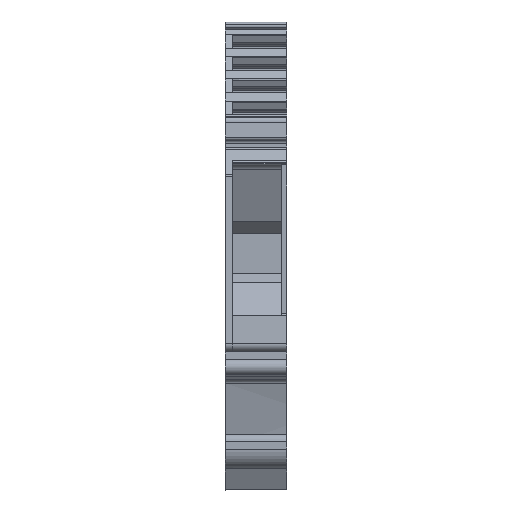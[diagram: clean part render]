
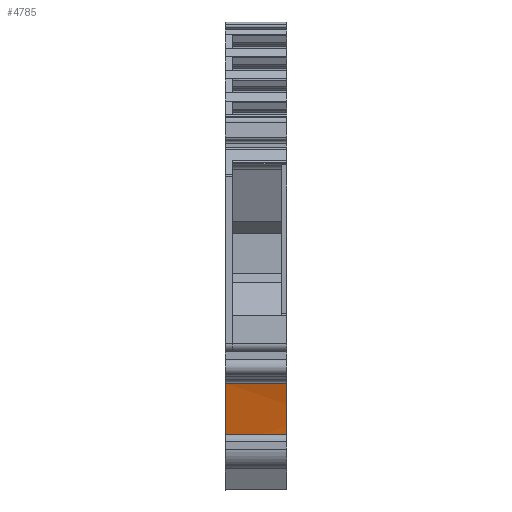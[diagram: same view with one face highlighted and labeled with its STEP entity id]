
A CAD part, front view. The second image highlights one B-rep face of the part: STEP entity #4785.
In plain terms, the highlighted cylindrical face has radius 40 mm (diameter 80 mm), a partial arc.
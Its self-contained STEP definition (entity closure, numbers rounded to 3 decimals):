
#4765=AXIS2_PLACEMENT_3D('Cylinder Axis2P3D',#4762,#4763,#4764) ;
#4769=AXIS2_PLACEMENT_3D('Circle Axis2P3D',#4767,#4768,$) ;
#1004=CARTESIAN_POINT('Vertex',(0.,5.493,4.234)) ;
#1008=CARTESIAN_POINT('Control Point',(0.,5.493,4.234)) ;
#1009=CARTESIAN_POINT('Control Point',(0.,5.273,5.524)) ;
#1010=CARTESIAN_POINT('Control Point',(0.,5.,6.804)) ;
#1011=CARTESIAN_POINT('Control Point',(0.,4.676,8.073)) ;
#1012=CARTESIAN_POINT('Control Point',(0.,4.299,9.327)) ;
#1013=CARTESIAN_POINT('Control Point',(0.,3.873,10.563)) ;
#1014=CARTESIAN_POINT('Vertex',(0.,3.873,10.563)) ;
#4746=CARTESIAN_POINT('Vertex',(6.1,5.493,4.234)) ;
#4749=CARTESIAN_POINT('Line Origine',(2.44,5.493,4.234)) ;
#4762=CARTESIAN_POINT('Axis2P3D Location',(2.44,-33.938,-2.488)) ;
#4767=CARTESIAN_POINT('Axis2P3D Location',(6.1,-33.938,-2.488)) ;
#4771=CARTESIAN_POINT('Vertex',(6.1,3.873,10.563)) ;
#4774=CARTESIAN_POINT('Line Origine',(2.44,3.873,10.563)) ;
#4750=DIRECTION('Vector Direction',(1.,0.,0.)) ;
#4763=DIRECTION('Axis2P3D Direction',(1.,0.,0.)) ;
#4764=DIRECTION('Axis2P3D XDirection',(0.,0.986,0.168)) ;
#4768=DIRECTION('Axis2P3D Direction',(1.,0.,0.)) ;
#4775=DIRECTION('Vector Direction',(1.,0.,0.)) ;
#4751=VECTOR('Line Direction',#4750,1.) ;
#4776=VECTOR('Line Direction',#4775,1.) ;
#4780=ORIENTED_EDGE('',*,*,#4773,.F.) ;
#4781=ORIENTED_EDGE('',*,*,#4778,.T.) ;
#4782=ORIENTED_EDGE('',*,*,#1016,.F.) ;
#4783=ORIENTED_EDGE('',*,*,#4753,.F.) ;
#4785=ADVANCED_FACE('KLTR',(#4784),#4766,.F.) ;
#1007=B_SPLINE_CURVE_WITH_KNOTS('',5,(#1008,#1009,#1010,#1011,#1012,#1013),.UNSPECIFIED.,.F.,.U.,(6,6),(0.,9.25),.UNSPECIFIED.) ;
#4770=CIRCLE('generated circle',#4769,40.) ;
#4766=CYLINDRICAL_SURFACE('generated cylinder',#4765,40.) ;
#1016=EDGE_CURVE('',#1005,#1015,#1007,.T.) ;
#4753=EDGE_CURVE('',#4747,#1005,#4752,.F.) ;
#4773=EDGE_CURVE('',#4772,#4747,#4770,.F.) ;
#4778=EDGE_CURVE('',#4772,#1015,#4777,.F.) ;
#4779=EDGE_LOOP('',(#4780,#4781,#4782,#4783)) ;
#4784=FACE_OUTER_BOUND('',#4779,.T.) ;
#4752=LINE('Line',#4749,#4751) ;
#4777=LINE('Line',#4774,#4776) ;
#1005=VERTEX_POINT('',#1004) ;
#1015=VERTEX_POINT('',#1014) ;
#4747=VERTEX_POINT('',#4746) ;
#4772=VERTEX_POINT('',#4771) ;
